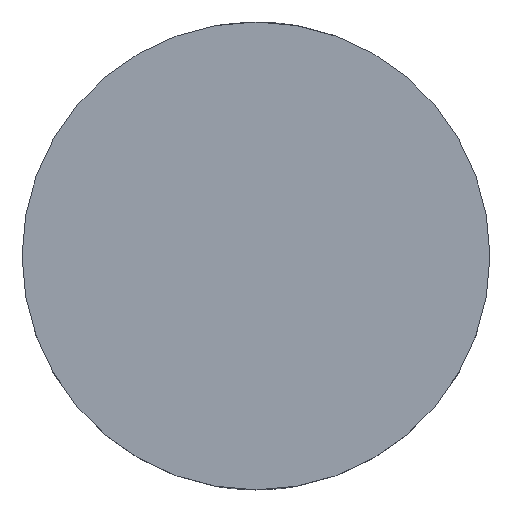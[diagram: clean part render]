
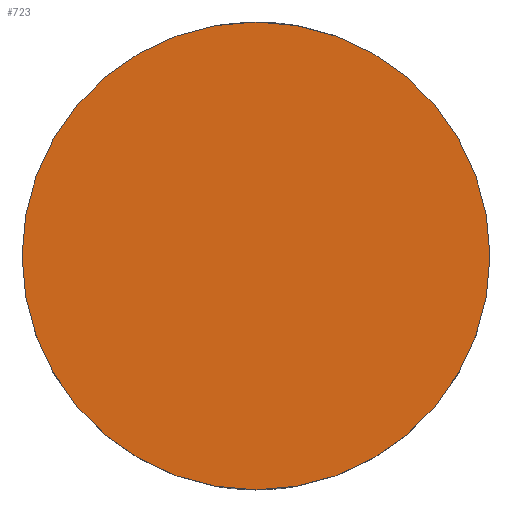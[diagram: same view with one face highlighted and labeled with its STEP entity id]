
A CAD part, top view. The second image highlights one B-rep face of the part: STEP entity #723.
In plain terms, the highlighted planar face has unit normal (0, 0, 1).
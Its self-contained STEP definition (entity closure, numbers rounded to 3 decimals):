
#55=PLANE('',#815);
#110=FACE_OUTER_BOUND('',#165,.T.);
#165=EDGE_LOOP('',(#664));
#285=CIRCLE('',#764,40.);
#341=VERTEX_POINT('',#1153);
#412=EDGE_CURVE('',#341,#341,#285,.T.);
#664=ORIENTED_EDGE('',*,*,#412,.T.);
#723=ADVANCED_FACE('',(#110),#55,.T.);
#764=AXIS2_PLACEMENT_3D('',#1154,#886,#887);
#815=AXIS2_PLACEMENT_3D('',#1469,#1022,#1023);
#886=DIRECTION('center_axis',(0.,0.,1.));
#887=DIRECTION('ref_axis',(1.,0.,0.));
#1022=DIRECTION('center_axis',(0.,0.,1.));
#1023=DIRECTION('ref_axis',(1.,0.,0.));
#1153=CARTESIAN_POINT('',(-39.794,0.155,25.));
#1154=CARTESIAN_POINT('Origin',(0.206,0.155,25.));
#1469=CARTESIAN_POINT('Origin',(0.206,0.155,25.));
